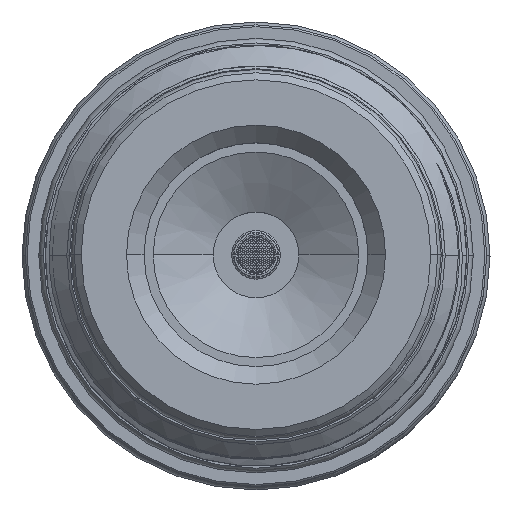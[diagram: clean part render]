
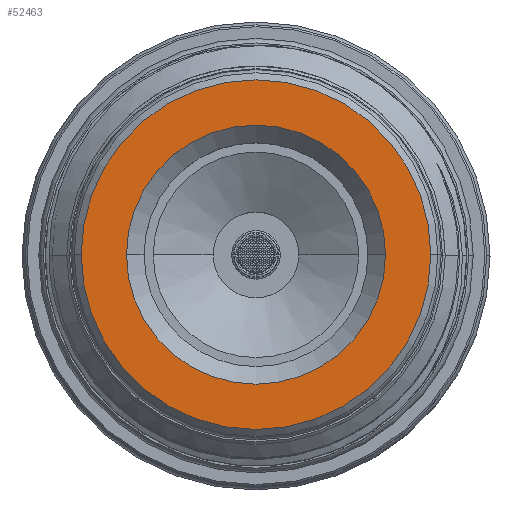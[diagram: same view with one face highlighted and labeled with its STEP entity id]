
A CAD part, top view. The second image highlights one B-rep face of the part: STEP entity #52463.
In plain terms, the highlighted planar face has unit normal (0, 0, 1).
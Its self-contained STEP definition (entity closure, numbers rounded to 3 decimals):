
#1214 = PLANE ( 'NONE',  #35216 ) ;
#2501 = CARTESIAN_POINT ( 'NONE',  ( -14.7, 0., 89.528 ) ) ;
#2643 = CARTESIAN_POINT ( 'NONE',  ( 0., 0., 89.528 ) ) ;
#3501 = DIRECTION ( 'NONE',  ( -1., 0., 0. ) ) ;
#5133 = FACE_BOUND ( 'NONE', #37222, .T. ) ;
#6811 = CIRCLE ( 'NONE', #23879, 14.7 ) ;
#7081 = DIRECTION ( 'NONE',  ( -1., 0., 0. ) ) ;
#7135 = EDGE_CURVE ( 'NONE', #33323, #50647, #43226, .T. ) ;
#13253 = DIRECTION ( 'NONE',  ( 0., 0., -1. ) ) ;
#17638 = AXIS2_PLACEMENT_3D ( 'NONE', #26923, #41056, #54318 ) ;
#17873 = DIRECTION ( 'NONE',  ( -1., 0., 0. ) ) ;
#20508 = VERTEX_POINT ( 'NONE', #39347 ) ;
#21780 = EDGE_CURVE ( 'NONE', #50647, #33323, #47053, .T. ) ;
#22106 = CARTESIAN_POINT ( 'NONE',  ( 0., 0., 89.528 ) ) ;
#23256 = DIRECTION ( 'NONE',  ( 0., 0., -1. ) ) ;
#23879 = AXIS2_PLACEMENT_3D ( 'NONE', #42004, #23256, #54858 ) ;
#24955 = ORIENTED_EDGE ( 'NONE', *, *, #7135, .F. ) ;
#25111 = CARTESIAN_POINT ( 'NONE',  ( 19.84, 0., 89.528 ) ) ;
#25138 = DIRECTION ( 'NONE',  ( 0., 0., -1. ) ) ;
#25613 = CARTESIAN_POINT ( 'NONE',  ( 0., 0., 89.528 ) ) ;
#25970 = FACE_OUTER_BOUND ( 'NONE', #36582, .T. ) ;
#26193 = DIRECTION ( 'NONE',  ( 0., 0., -1. ) ) ;
#26923 = CARTESIAN_POINT ( 'NONE',  ( 0., 0., 89.528 ) ) ;
#28770 = ORIENTED_EDGE ( 'NONE', *, *, #42240, .T. ) ;
#31819 = CIRCLE ( 'NONE', #17638, 14.7 ) ;
#33152 = AXIS2_PLACEMENT_3D ( 'NONE', #25613, #26193, #3501 ) ;
#33323 = VERTEX_POINT ( 'NONE', #37680 ) ;
#34693 = ORIENTED_EDGE ( 'NONE', *, *, #21780, .F. ) ;
#35216 = AXIS2_PLACEMENT_3D ( 'NONE', #2643, #25138, #7081 ) ;
#36582 = EDGE_LOOP ( 'NONE', ( #24955, #34693 ) ) ;
#37222 = EDGE_LOOP ( 'NONE', ( #28770, #38614 ) ) ;
#37680 = CARTESIAN_POINT ( 'NONE',  ( -19.84, 0., 89.528 ) ) ;
#38614 = ORIENTED_EDGE ( 'NONE', *, *, #46210, .T. ) ;
#39347 = CARTESIAN_POINT ( 'NONE',  ( 14.7, 0., 89.528 ) ) ;
#41056 = DIRECTION ( 'NONE',  ( 0., 0., -1. ) ) ;
#41437 = VERTEX_POINT ( 'NONE', #2501 ) ;
#42004 = CARTESIAN_POINT ( 'NONE',  ( 0., 0., 89.528 ) ) ;
#42240 = EDGE_CURVE ( 'NONE', #20508, #41437, #31819, .T. ) ;
#43226 = CIRCLE ( 'NONE', #53363, 19.84 ) ;
#46210 = EDGE_CURVE ( 'NONE', #41437, #20508, #6811, .T. ) ;
#47053 = CIRCLE ( 'NONE', #33152, 19.84 ) ;
#50647 = VERTEX_POINT ( 'NONE', #25111 ) ;
#52463 = ADVANCED_FACE ( 'NONE', ( #5133, #25970 ), #1214, .F. ) ;
#53363 = AXIS2_PLACEMENT_3D ( 'NONE', #22106, #13253, #17873 ) ;
#54318 = DIRECTION ( 'NONE',  ( -1., 0., 0. ) ) ;
#54858 = DIRECTION ( 'NONE',  ( -1., 0., 0. ) ) ;
